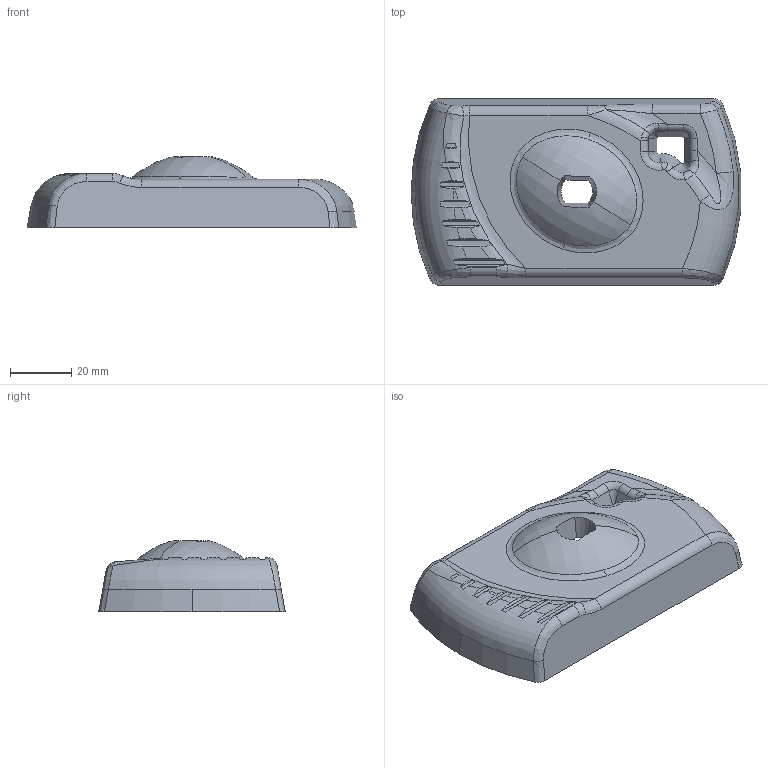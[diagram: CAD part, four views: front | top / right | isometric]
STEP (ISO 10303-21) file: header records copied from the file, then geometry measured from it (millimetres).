
FILE_DESCRIPTION (( 'STEP AP203' ), '1' );
FILE_NAME ('camera.step', '1999-10-28T00:07:36', ( 'Huagang YU' ), ( 'Moldflow' ), 'SwStep 1.0', 'SolidWorks 1998293', '' );
FILE_SCHEMA (( 'CONFIG_CONTROL_DESIGN' ));
Length unit declared in the file: metre
Products named in the file (1): 1
Bounding box: 107.86 x 60.96 x 23.5 mm (x, y, z)
Volume: 10513 mm3; surface area: 20906.5 mm2
Topology: 1 solids, 1 shells, 193 faces, 500 edges, 311 vertices
Faces by surface type: plane 69, bspline 55, torus 33, cone 22, cylinder 14
Entity records: 33708 total; most frequent: CARTESIAN_POINT 29378, ORIENTED_EDGE 1000, DIRECTION 749, EDGE_CURVE 500, VERTEX_POINT 311, AXIS2_PLACEMENT_3D 309, EDGE_LOOP 199, B_SPLINE_CURVE_WITH_KNOTS 199
